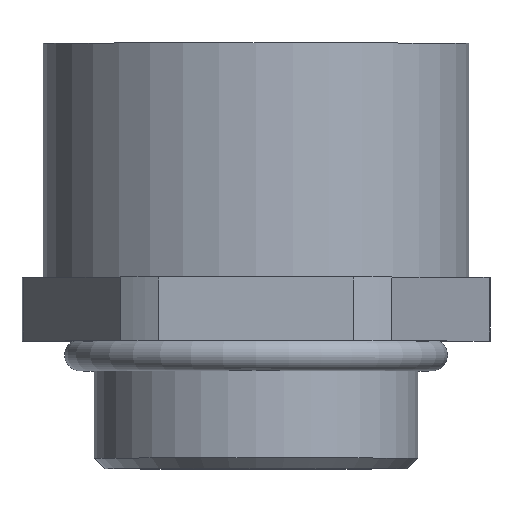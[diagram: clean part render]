
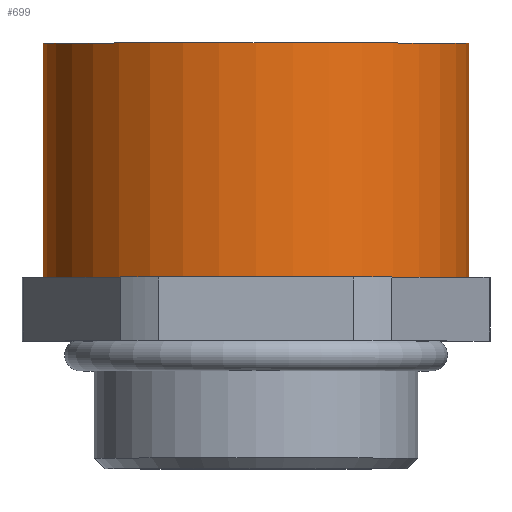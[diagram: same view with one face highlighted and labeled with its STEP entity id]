
A CAD part, top view. The second image highlights one B-rep face of the part: STEP entity #699.
In plain terms, the highlighted cylindrical face has radius 10 mm (diameter 20 mm), a partial arc.
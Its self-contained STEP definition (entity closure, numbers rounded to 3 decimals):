
#71 = CARTESIAN_POINT ( 'NONE',  ( 0., 1., 0. ) ) ;
#72 = DIRECTION ( 'NONE',  ( 0., 1., 0. ) ) ;
#73 = DIRECTION ( 'NONE',  ( -1., 0., 0. ) ) ;
#77 = CARTESIAN_POINT ( 'NONE',  ( 0., 1., 0. ) ) ;
#81 = DIRECTION ( 'NONE',  ( 0., 1., 0. ) ) ;
#82 = DIRECTION ( 'NONE',  ( -1., 0., 0. ) ) ;
#96 = LINE ( 'NONE', #97, #1131 ) ;
#97 = CARTESIAN_POINT ( 'NONE',  ( -10., 28.886, 0. ) ) ;
#98 = DIRECTION ( 'NONE',  ( 0., 1., 0. ) ) ;
#107 = CARTESIAN_POINT ( 'NONE',  ( 0., 1., 0. ) ) ;
#108 = DIRECTION ( 'NONE',  ( 0., 1., 0. ) ) ;
#109 = DIRECTION ( 'NONE',  ( -1., 0., 0. ) ) ;
#113 = CARTESIAN_POINT ( 'NONE',  ( 0., 12., 0. ) ) ;
#114 = DIRECTION ( 'NONE',  ( 0., 1., 0. ) ) ;
#115 = DIRECTION ( 'NONE',  ( -1., 0., 0. ) ) ;
#243 = ORIENTED_EDGE ( 'NONE', *, *, #695, .T. ) ;
#244 = ORIENTED_EDGE ( 'NONE', *, *, #664, .F. ) ;
#248 = ORIENTED_EDGE ( 'NONE', *, *, #670, .F. ) ;
#252 = ORIENTED_EDGE ( 'NONE', *, *, #668, .T. ) ;
#276 = CARTESIAN_POINT ( 'NONE',  ( 10., 12., 0. ) ) ;
#287 = CARTESIAN_POINT ( 'NONE',  ( 8.66, 1., 5. ) ) ;
#289 = CARTESIAN_POINT ( 'NONE',  ( 10., 1., 0. ) ) ;
#309 = CARTESIAN_POINT ( 'NONE',  ( -8.66, 1., 5. ) ) ;
#310 = CARTESIAN_POINT ( 'NONE',  ( -10., 1., 0. ) ) ;
#311 = CARTESIAN_POINT ( 'NONE',  ( 0., 1., 10. ) ) ;
#314 = CARTESIAN_POINT ( 'NONE',  ( -10., 12., 0. ) ) ;
#383 = VERTEX_POINT ( 'NONE', #276 ) ;
#394 = VERTEX_POINT ( 'NONE', #287 ) ;
#396 = VERTEX_POINT ( 'NONE', #289 ) ;
#416 = VERTEX_POINT ( 'NONE', #309 ) ;
#417 = VERTEX_POINT ( 'NONE', #310 ) ;
#418 = VERTEX_POINT ( 'NONE', #311 ) ;
#421 = VERTEX_POINT ( 'NONE', #314 ) ;
#458 = EDGE_LOOP ( 'NONE', ( #485, #243, #248, #244, #569, #570, #252 ) ) ;
#485 = ORIENTED_EDGE ( 'NONE', *, *, #696, .T. ) ;
#569 = ORIENTED_EDGE ( 'NONE', *, *, #656, .T. ) ;
#570 = ORIENTED_EDGE ( 'NONE', *, *, #659, .T. ) ;
#656 = EDGE_CURVE ( 'NONE', #417, #416, #771, .T. ) ;
#659 = EDGE_CURVE ( 'NONE', #416, #418, #769, .T. ) ;
#664 = EDGE_CURVE ( 'NONE', #417, #421, #96, .T. ) ;
#668 = EDGE_CURVE ( 'NONE', #418, #394, #765, .T. ) ;
#670 = EDGE_CURVE ( 'NONE', #421, #383, #763, .T. ) ;
#695 = EDGE_CURVE ( 'NONE', #396, #383, #794, .T. ) ;
#696 = EDGE_CURVE ( 'NONE', #394, #396, #742, .T. ) ;
#699 = ADVANCED_FACE ( 'NONE', ( #1114 ), #1188, .T. ) ;
#742 = CIRCLE ( 'NONE', #1109, 10. ) ;
#763 = CIRCLE ( 'NONE', #1134, 10. ) ;
#765 = CIRCLE ( 'NONE', #1128, 10. ) ;
#769 = CIRCLE ( 'NONE', #1126, 10. ) ;
#771 = CIRCLE ( 'NONE', #1180, 10. ) ;
#793 = CARTESIAN_POINT ( 'NONE',  ( 0., 1., 0. ) ) ;
#794 = LINE ( 'NONE', #795, #1190 ) ;
#795 = CARTESIAN_POINT ( 'NONE',  ( 10., 28.886, 0. ) ) ;
#796 = DIRECTION ( 'NONE',  ( 0., 1., 0. ) ) ;
#797 = DIRECTION ( 'NONE',  ( 0., 1., 0. ) ) ;
#798 = DIRECTION ( 'NONE',  ( -1., 0., 0. ) ) ;
#805 = CARTESIAN_POINT ( 'NONE',  ( 0., 28.886, 0. ) ) ;
#806 = DIRECTION ( 'NONE',  ( 0., 1., 0. ) ) ;
#807 = DIRECTION ( 'NONE',  ( -1., 0., 0. ) ) ;
#1109 = AXIS2_PLACEMENT_3D ( 'NONE', #793, #797, #798 ) ;
#1114 = FACE_OUTER_BOUND ( 'NONE', #458, .T. ) ;
#1126 = AXIS2_PLACEMENT_3D ( 'NONE', #77, #81, #82 ) ;
#1128 = AXIS2_PLACEMENT_3D ( 'NONE', #107, #108, #109 ) ;
#1131 = VECTOR ( 'NONE', #98, 1000. ) ;
#1134 = AXIS2_PLACEMENT_3D ( 'NONE', #113, #114, #115 ) ;
#1180 = AXIS2_PLACEMENT_3D ( 'NONE', #71, #72, #73 ) ;
#1188 = CYLINDRICAL_SURFACE ( 'NONE', #1192, 10. ) ;
#1190 = VECTOR ( 'NONE', #796, 1000. ) ;
#1192 = AXIS2_PLACEMENT_3D ( 'NONE', #805, #806, #807 ) ;
